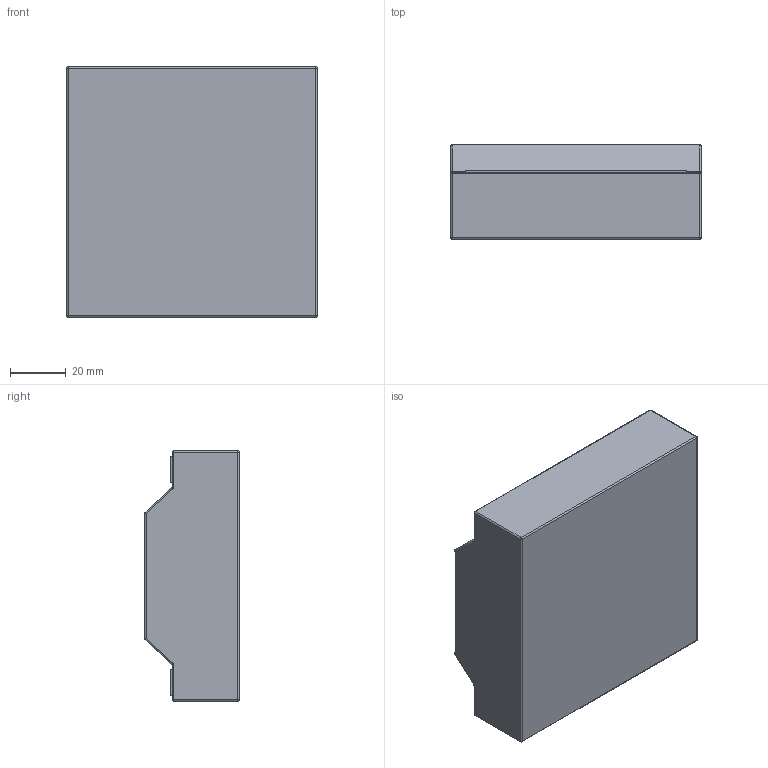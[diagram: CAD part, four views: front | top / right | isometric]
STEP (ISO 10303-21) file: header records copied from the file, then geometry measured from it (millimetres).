
FILE_DESCRIPTION (( 'STEP AP203' ), '1' );
FILE_NAME ('TUF-2000M.STEP', '2021-04-26T23:15:48', ( '' ), ( '' ), 'SwSTEP 2.0', 'SolidWorks 2020', '' );
FILE_SCHEMA (( 'CONFIG_CONTROL_DESIGN' ));
Length unit declared in the file: inch
Products named in the file (1): TUF-2000M
Bounding box: 90.17 x 34.16 x 90.17 mm (x, y, z)
Volume: 241978.3 mm3; surface area: 28800 mm2
Topology: 1 solids, 1 shells, 151 faces, 324 edges, 192 vertices
Faces by surface type: cylinder 76, plane 59, sphere 12, torus 4
Entity records: 4069 total; most frequent: DIRECTION 760, CARTESIAN_POINT 668, ORIENTED_EDGE 624, EDGE_CURVE 312, AXIS2_PLACEMENT_3D 300, VERTEX_POINT 192, EDGE_LOOP 180, VECTOR 160
